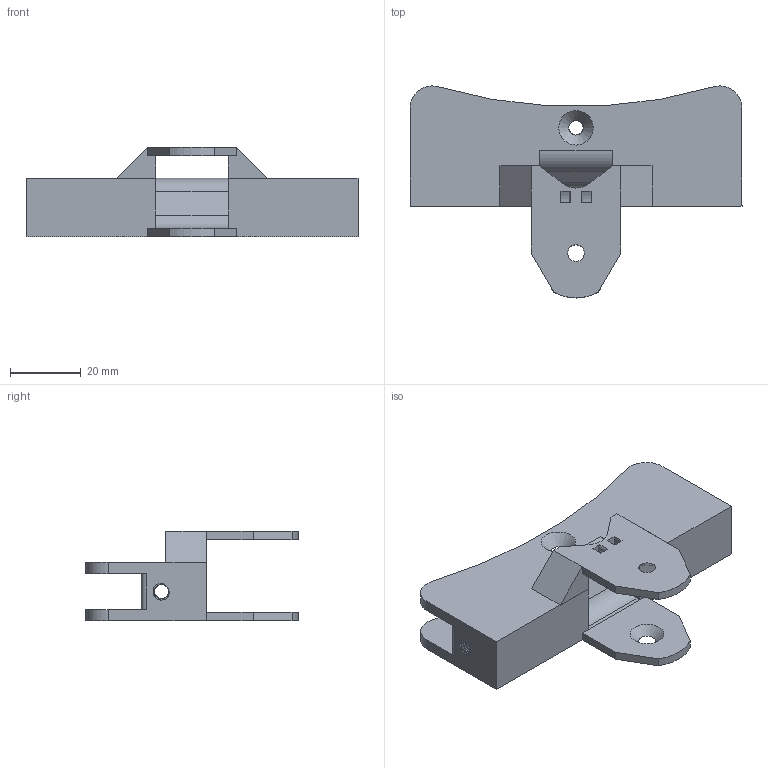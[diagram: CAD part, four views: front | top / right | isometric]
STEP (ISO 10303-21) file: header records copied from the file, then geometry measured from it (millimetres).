
FILE_DESCRIPTION(/* description */ (''),/* implementation_level */ '2;1');
FILE_NAME(/* name */ 'Timing Belt Clamp.step',/* time_stamp */ '2023-09-20T18:49:57-04:00',/* author */ (''),/* organization */ (''),/* preprocessor_version */ 'ST-DEVELOPER v20',/* originating_system */ 'Autodesk Translation Framework v12.9.0.99',/* authorisation */ '');
FILE_SCHEMA (('AUTOMOTIVE_DESIGN { 1 0 10303 214 3 1 1 }'));
Length unit declared in the file: inch
Products named in the file (1): Timing Belt Clamp
Bounding box: 94.14 x 60.12 x 25.4 mm (x, y, z)
Volume: 32450 mm3; surface area: 17973.4 mm2
Topology: 3 solids, 3 shells, 435 faces, 1298 edges, 864 vertices
Faces by surface type: cylinder 250, bspline 140, plane 42, cone 3
Full cylindrical faces by diameter (mm): 4.064 x20, 4.826 x23
Entity records: 26314 total; most frequent: CARTESIAN_POINT 16955, ORIENTED_EDGE 2596, EDGE_CURVE 1298, B_SPLINE_CURVE_WITH_KNOTS 1030, DIRECTION 916, VERTEX_POINT 864, EDGE_LOOP 454, FACE_OUTER_BOUND 435
